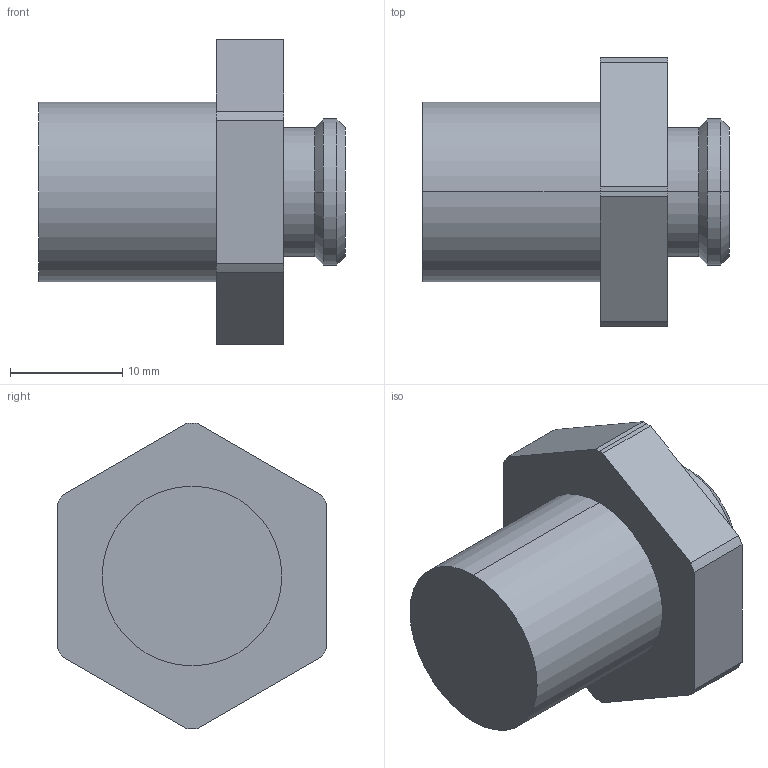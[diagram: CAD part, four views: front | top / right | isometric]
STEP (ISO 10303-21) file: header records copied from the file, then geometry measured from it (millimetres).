
FILE_DESCRIPTION (( 'STEP AP214' ), '1' );
FILE_NAME ('1702.780.stp', '2018-03-26T11:39:42', ( '' ), ( '' ), 'SwSTEP 2.0', 'SolidWorks 2016', '' );
FILE_SCHEMA (( 'AUTOMOTIVE_DESIGN' ));
Length unit declared in the file: millimetre
Products named in the file (1): 1702.780
Bounding box: 27.3 x 24 x 27.2 mm (x, y, z)
Volume: 6739.8 mm3; surface area: 2529.2 mm2
Topology: 1 solids, 1 shells, 30 faces, 73 edges, 48 vertices
Faces by surface type: cylinder 13, plane 11, cone 6
Entity records: 931 total; most frequent: DIRECTION 171, CARTESIAN_POINT 152, ORIENTED_EDGE 146, EDGE_CURVE 73, AXIS2_PLACEMENT_3D 67, VERTEX_POINT 48, VECTOR 37, LINE 37
